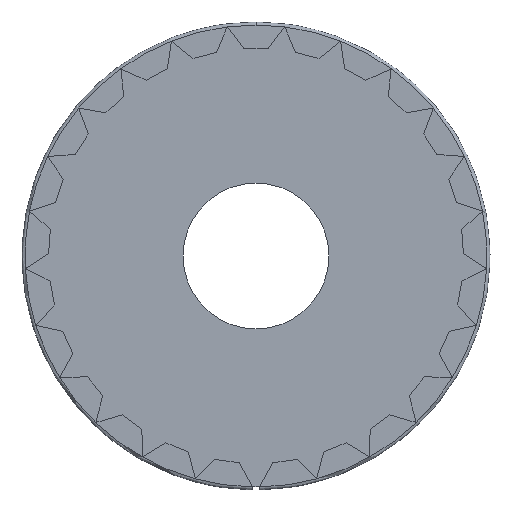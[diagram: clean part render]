
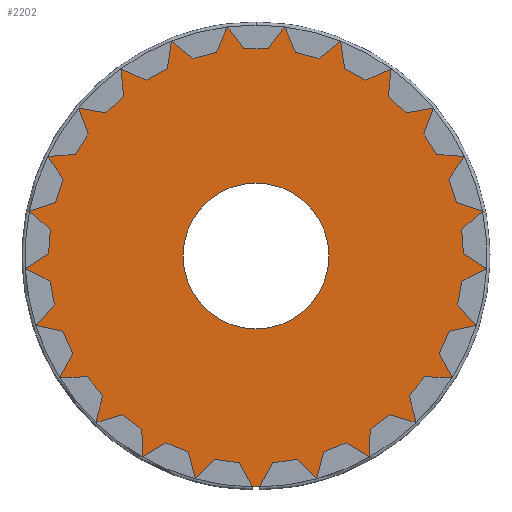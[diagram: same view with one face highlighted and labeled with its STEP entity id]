
A CAD part, front view. The second image highlights one B-rep face of the part: STEP entity #2202.
In plain terms, the highlighted planar face has unit normal (0, -1, 0).
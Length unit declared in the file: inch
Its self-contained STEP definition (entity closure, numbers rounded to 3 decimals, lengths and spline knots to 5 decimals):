
#170 = VERTEX_POINT ( 'NONE', #1375 ) ;
#182 = DIRECTION ( 'NONE',  ( 0., 1., 0. ) ) ;
#239 = PLANE ( 'NONE',  #1096 ) ;
#261 = CIRCLE ( 'NONE', #4185, 9.5 ) ;
#265 = EDGE_CURVE ( 'NONE', #864, #1574, #1585, .T. ) ;
#472 = CARTESIAN_POINT ( 'NONE',  ( 0., 0., -3. ) ) ;
#864 = VERTEX_POINT ( 'NONE', #472 ) ;
#968 = DIRECTION ( 'NONE',  ( 0., 0., 1. ) ) ;
#1096 = AXIS2_PLACEMENT_3D ( 'NONE', #1551, #2426, #4521 ) ;
#1201 = CARTESIAN_POINT ( 'NONE',  ( 0., 0., 0. ) ) ;
#1207 = ORIENTED_EDGE ( 'NONE', *, *, #4030, .F. ) ;
#1232 = VERTEX_POINT ( 'NONE', #4910 ) ;
#1375 = CARTESIAN_POINT ( 'NONE',  ( 0., 0., 9.5 ) ) ;
#1551 = CARTESIAN_POINT ( 'NONE',  ( 0., 0., 0. ) ) ;
#1574 = VERTEX_POINT ( 'NONE', #3853 ) ;
#1585 = CIRCLE ( 'NONE', #3815, 3. ) ;
#2025 = ORIENTED_EDGE ( 'NONE', *, *, #265, .T. ) ;
#2026 = FACE_BOUND ( 'NONE', #3016, .T. ) ;
#2049 = EDGE_CURVE ( 'NONE', #1574, #864, #4638, .T. ) ;
#2202 = ADVANCED_FACE ( 'NONE', ( #2920, #2026 ), #239, .F. ) ;
#2426 = DIRECTION ( 'NONE',  ( 0., 1., 0. ) ) ;
#2504 = ORIENTED_EDGE ( 'NONE', *, *, #2049, .T. ) ;
#2810 = CARTESIAN_POINT ( 'NONE',  ( 0., 0., 0. ) ) ;
#2836 = CIRCLE ( 'NONE', #4083, 9.5 ) ;
#2849 = CARTESIAN_POINT ( 'NONE',  ( 0., 0., 0. ) ) ;
#2920 = FACE_OUTER_BOUND ( 'NONE', #5209, .T. ) ;
#3016 = EDGE_LOOP ( 'NONE', ( #2025, #2504 ) ) ;
#3145 = AXIS2_PLACEMENT_3D ( 'NONE', #2810, #3640, #4557 ) ;
#3291 = DIRECTION ( 'NONE',  ( 0., 0., 1. ) ) ;
#3640 = DIRECTION ( 'NONE',  ( 0., 1., 0. ) ) ;
#3815 = AXIS2_PLACEMENT_3D ( 'NONE', #2849, #4606, #3291 ) ;
#3853 = CARTESIAN_POINT ( 'NONE',  ( 0., 0., 3. ) ) ;
#4030 = EDGE_CURVE ( 'NONE', #1232, #170, #2836, .T. ) ;
#4082 = CARTESIAN_POINT ( 'NONE',  ( 0., 0., 0. ) ) ;
#4083 = AXIS2_PLACEMENT_3D ( 'NONE', #4082, #182, #968 ) ;
#4185 = AXIS2_PLACEMENT_3D ( 'NONE', #1201, #4268, #4704 ) ;
#4268 = DIRECTION ( 'NONE',  ( 0., 1., 0. ) ) ;
#4521 = DIRECTION ( 'NONE',  ( 0., 0., 1. ) ) ;
#4557 = DIRECTION ( 'NONE',  ( 0., 0., 1. ) ) ;
#4606 = DIRECTION ( 'NONE',  ( 0., 1., 0. ) ) ;
#4638 = CIRCLE ( 'NONE', #3145, 3. ) ;
#4704 = DIRECTION ( 'NONE',  ( 0., 0., 1. ) ) ;
#4910 = CARTESIAN_POINT ( 'NONE',  ( 0., 0., -9.5 ) ) ;
#5008 = ORIENTED_EDGE ( 'NONE', *, *, #5412, .F. ) ;
#5209 = EDGE_LOOP ( 'NONE', ( #1207, #5008 ) ) ;
#5412 = EDGE_CURVE ( 'NONE', #170, #1232, #261, .T. ) ;
